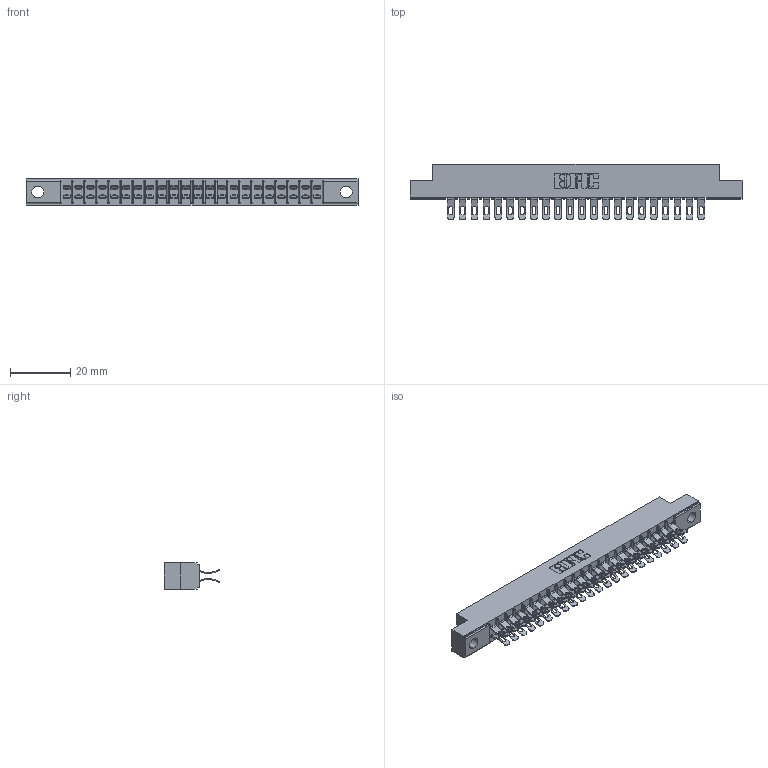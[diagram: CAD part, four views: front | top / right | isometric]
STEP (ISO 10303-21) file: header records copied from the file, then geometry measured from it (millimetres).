
FILE_DESCRIPTION (( 'STEP AP203' ), '1' );
FILE_NAME ('355-044-555-504.STEP', '2019-09-11T14:21:00', ( '' ), ( '' ), 'SwSTEP 2.0', 'SolidWorks 2016', '' );
FILE_SCHEMA (( 'CONFIG_CONTROL_DESIGN' ));
Length unit declared in the file: inch
Products named in the file (3): 305 Part_.156 Dia; 355-044-555-504; 305-290-001_555
Assembly tree (45 placements, depth 2):
  355-044-555-504
    305 Part_.156 Dia
    305-290-001_555  x44
Bounding box: 110.19 x 18.41 x 8.71 mm (x, y, z)
Volume: 6626.8 mm3; surface area: 13848 mm2
Topology: 45 solids, 45 shells, 3034 faces, 9042 edges, 5908 vertices
Faces by surface type: plane 1490, cylinder 1456, sphere 88
Entity records: 27297 total; most frequent: CARTESIAN_POINT 4540, ORIENTED_EDGE 4492, DIRECTION 4394, EDGE_CURVE 2246, LINE 1782, VECTOR 1782, VERTEX_POINT 1436, AXIS2_PLACEMENT_3D 1306
